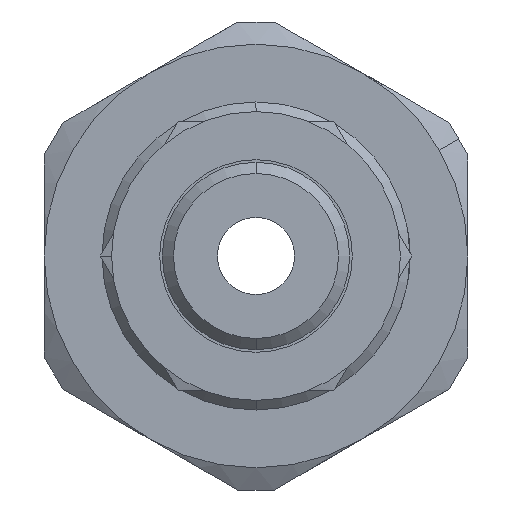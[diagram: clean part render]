
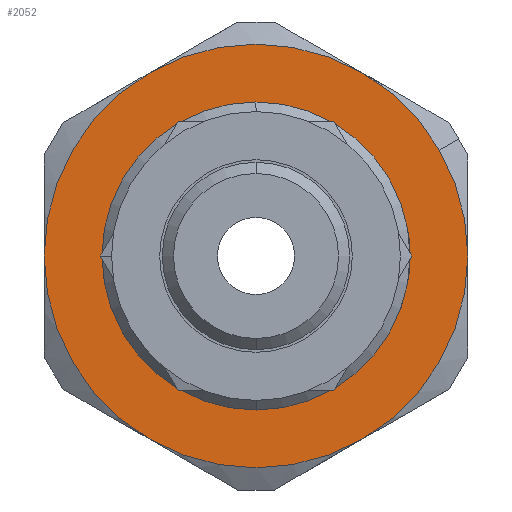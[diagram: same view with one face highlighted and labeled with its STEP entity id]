
A CAD part, front view. The second image highlights one B-rep face of the part: STEP entity #2052.
In plain terms, the highlighted planar face has unit normal (0, -1, 0).
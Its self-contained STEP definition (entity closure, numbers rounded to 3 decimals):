
#20 = VERTEX_POINT ( 'NONE', #2683 ) ;
#22 = CARTESIAN_POINT ( 'NONE',  ( 5.5, 90., 9.526 ) ) ;
#45 = EDGE_CURVE ( 'NONE', #1651, #1126, #2393, .T. ) ;
#149 = ORIENTED_EDGE ( 'NONE', *, *, #1778, .T. ) ;
#191 = AXIS2_PLACEMENT_3D ( 'NONE', #3800, #3318, #5164 ) ;
#208 = CARTESIAN_POINT ( 'NONE',  ( 0., 90., -8. ) ) ;
#244 = CARTESIAN_POINT ( 'NONE',  ( 11., 90., 6.351 ) ) ;
#256 = CARTESIAN_POINT ( 'NONE',  ( 0., 90., 0. ) ) ;
#360 = CARTESIAN_POINT ( 'NONE',  ( 0., 90., 0. ) ) ;
#468 = VERTEX_POINT ( 'NONE', #3310 ) ;
#546 = EDGE_CURVE ( 'NONE', #468, #3805, #5509, .T. ) ;
#560 = DIRECTION ( 'NONE',  ( 0., 1., 0. ) ) ;
#747 = DIRECTION ( 'NONE',  ( 0.866, 0., 0.5 ) ) ;
#1012 = DIRECTION ( 'NONE',  ( 0.866, 0., 0.5 ) ) ;
#1126 = VERTEX_POINT ( 'NONE', #22 ) ;
#1169 = CIRCLE ( 'NONE', #191, 8. ) ;
#1196 = EDGE_LOOP ( 'NONE', ( #3184, #4302 ) ) ;
#1212 = ORIENTED_EDGE ( 'NONE', *, *, #4404, .T. ) ;
#1257 = CIRCLE ( 'NONE', #2028, 11. ) ;
#1260 = DIRECTION ( 'NONE',  ( 0., -1., 0. ) ) ;
#1284 = CARTESIAN_POINT ( 'NONE',  ( -5.5, 90., -9.526 ) ) ;
#1369 = DIRECTION ( 'NONE',  ( 0., -1., 0. ) ) ;
#1521 = EDGE_CURVE ( 'NONE', #1126, #5430, #1257, .T. ) ;
#1540 = DIRECTION ( 'NONE',  ( 0.866, 0., 0.5 ) ) ;
#1548 = CARTESIAN_POINT ( 'NONE',  ( -11., 90., 0. ) ) ;
#1611 = CARTESIAN_POINT ( 'NONE',  ( 0., 90., 0. ) ) ;
#1651 = VERTEX_POINT ( 'NONE', #3264 ) ;
#1778 = EDGE_CURVE ( 'NONE', #1840, #3202, #3987, .T. ) ;
#1793 = CARTESIAN_POINT ( 'NONE',  ( 5.5, 90., -9.526 ) ) ;
#1840 = VERTEX_POINT ( 'NONE', #1284 ) ;
#1895 = CARTESIAN_POINT ( 'NONE',  ( 0., 90., 0. ) ) ;
#1940 = CARTESIAN_POINT ( 'NONE',  ( 0., 90., 0. ) ) ;
#1953 = EDGE_CURVE ( 'NONE', #3805, #468, #1169, .T. ) ;
#2028 = AXIS2_PLACEMENT_3D ( 'NONE', #5602, #5215, #1540 ) ;
#2052 = ADVANCED_FACE ( 'NONE', ( #3861, #2956 ), #4900, .T. ) ;
#2107 = CARTESIAN_POINT ( 'NONE',  ( 0., 90., 0. ) ) ;
#2393 = CIRCLE ( 'NONE', #5808, 11. ) ;
#2445 = AXIS2_PLACEMENT_3D ( 'NONE', #3539, #3128, #5944 ) ;
#2466 = DIRECTION ( 'NONE',  ( 0.866, 0., 0.5 ) ) ;
#2532 = DIRECTION ( 'NONE',  ( 0., -1., 0. ) ) ;
#2540 = CIRCLE ( 'NONE', #4086, 11. ) ;
#2667 = EDGE_CURVE ( 'NONE', #3202, #20, #3785, .T. ) ;
#2683 = CARTESIAN_POINT ( 'NONE',  ( 11., 90., 0. ) ) ;
#2775 = DIRECTION ( 'NONE',  ( 0., 0., -1. ) ) ;
#2938 = CIRCLE ( 'NONE', #2445, 11. ) ;
#2956 = FACE_BOUND ( 'NONE', #1196, .T. ) ;
#3128 = DIRECTION ( 'NONE',  ( 0., -1., 0. ) ) ;
#3184 = ORIENTED_EDGE ( 'NONE', *, *, #1953, .T. ) ;
#3202 = VERTEX_POINT ( 'NONE', #1793 ) ;
#3228 = DIRECTION ( 'NONE',  ( 0.866, 0., 0.5 ) ) ;
#3264 = CARTESIAN_POINT ( 'NONE',  ( 9.526, 90., 5.5 ) ) ;
#3310 = CARTESIAN_POINT ( 'NONE',  ( 0., 90., 8. ) ) ;
#3318 = DIRECTION ( 'NONE',  ( 0., 1., 0. ) ) ;
#3470 = DIRECTION ( 'NONE',  ( 0., -1., 0. ) ) ;
#3511 = DIRECTION ( 'NONE',  ( -1., 0., 0. ) ) ;
#3539 = CARTESIAN_POINT ( 'NONE',  ( 0., 90., 0. ) ) ;
#3663 = CARTESIAN_POINT ( 'NONE',  ( -5.5, 90., 9.526 ) ) ;
#3785 = CIRCLE ( 'NONE', #5241, 11. ) ;
#3800 = CARTESIAN_POINT ( 'NONE',  ( 0., 90., 0. ) ) ;
#3805 = VERTEX_POINT ( 'NONE', #208 ) ;
#3861 = FACE_OUTER_BOUND ( 'NONE', #4524, .T. ) ;
#3863 = EDGE_CURVE ( 'NONE', #5430, #5328, #2540, .T. ) ;
#3987 = CIRCLE ( 'NONE', #5137, 11. ) ;
#3989 = DIRECTION ( 'NONE',  ( 0., -1., 0. ) ) ;
#4086 = AXIS2_PLACEMENT_3D ( 'NONE', #1611, #3470, #5316 ) ;
#4220 = ORIENTED_EDGE ( 'NONE', *, *, #4909, .T. ) ;
#4302 = ORIENTED_EDGE ( 'NONE', *, *, #546, .T. ) ;
#4404 = EDGE_CURVE ( 'NONE', #20, #1651, #2938, .T. ) ;
#4436 = ORIENTED_EDGE ( 'NONE', *, *, #1521, .T. ) ;
#4524 = EDGE_LOOP ( 'NONE', ( #1212, #5525, #4436, #4530, #4220, #149, #5794 ) ) ;
#4530 = ORIENTED_EDGE ( 'NONE', *, *, #3863, .T. ) ;
#4900 = PLANE ( 'NONE',  #4951 ) ;
#4909 = EDGE_CURVE ( 'NONE', #5328, #1840, #5457, .T. ) ;
#4951 = AXIS2_PLACEMENT_3D ( 'NONE', #244, #3989, #3511 ) ;
#5137 = AXIS2_PLACEMENT_3D ( 'NONE', #360, #1369, #3228 ) ;
#5164 = DIRECTION ( 'NONE',  ( 0., 0., -1. ) ) ;
#5215 = DIRECTION ( 'NONE',  ( 0., -1., 0. ) ) ;
#5241 = AXIS2_PLACEMENT_3D ( 'NONE', #2107, #2532, #1012 ) ;
#5316 = DIRECTION ( 'NONE',  ( 0.866, 0., 0.5 ) ) ;
#5328 = VERTEX_POINT ( 'NONE', #1548 ) ;
#5329 = AXIS2_PLACEMENT_3D ( 'NONE', #1895, #560, #2775 ) ;
#5430 = VERTEX_POINT ( 'NONE', #3663 ) ;
#5457 = CIRCLE ( 'NONE', #5858, 11. ) ;
#5509 = CIRCLE ( 'NONE', #5329, 8. ) ;
#5525 = ORIENTED_EDGE ( 'NONE', *, *, #45, .T. ) ;
#5602 = CARTESIAN_POINT ( 'NONE',  ( 0., 90., 0. ) ) ;
#5617 = DIRECTION ( 'NONE',  ( 0., -1., 0. ) ) ;
#5794 = ORIENTED_EDGE ( 'NONE', *, *, #2667, .T. ) ;
#5808 = AXIS2_PLACEMENT_3D ( 'NONE', #256, #1260, #747 ) ;
#5858 = AXIS2_PLACEMENT_3D ( 'NONE', #1940, #5617, #2466 ) ;
#5944 = DIRECTION ( 'NONE',  ( 0.866, 0., 0.5 ) ) ;
